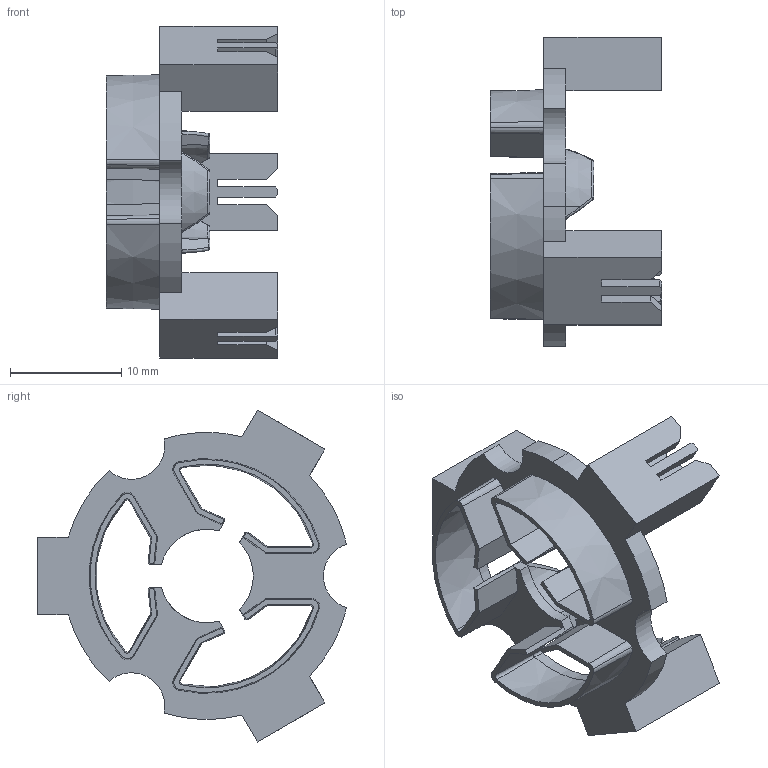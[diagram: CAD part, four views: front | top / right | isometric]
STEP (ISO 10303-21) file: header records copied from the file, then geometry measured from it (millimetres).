
FILE_DESCRIPTION (( 'STEP AP203' ), '1' );
FILE_NAME ('电机绕线骨架2-带接线头-A型-方案3-方案4.STEP', '2021-05-22T08:17:18', ( '' ), ( '' ), 'SwSTEP 2.0', 'SolidWorks 2021', '' );
FILE_SCHEMA (( 'CONFIG_CONTROL_DESIGN' ));
Length unit declared in the file: millimetre
Products named in the file (1): 电机绕线骨架2-带接线头-A型-方案3-方案4
Bounding box: 15.4 x 27.78 x 29.83 mm (x, y, z)
Volume: 1386.2 mm3; surface area: 3035.4 mm2
Topology: 1 solids, 1 shells, 339 faces, 938 edges, 607 vertices
Faces by surface type: plane 200, cylinder 62, cone 47, bspline 12, torus 10, sphere 8
Entity records: 11107 total; most frequent: CARTESIAN_POINT 2446, ORIENTED_EDGE 1876, DIRECTION 1717, EDGE_CURVE 938, VECTOR 637, LINE 637, VERTEX_POINT 607, AXIS2_PLACEMENT_3D 540
